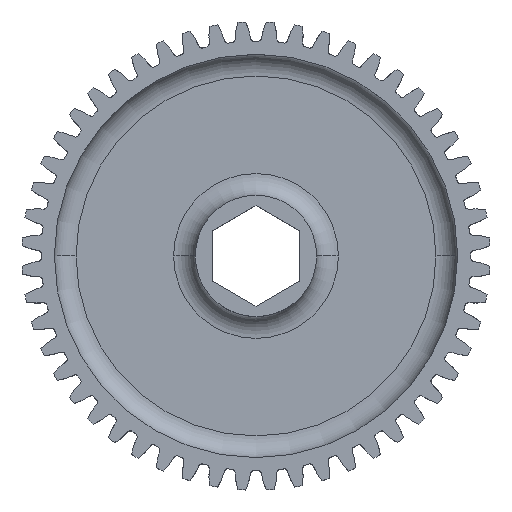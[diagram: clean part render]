
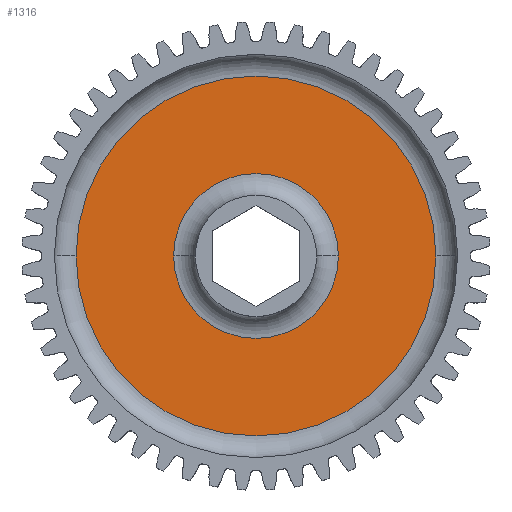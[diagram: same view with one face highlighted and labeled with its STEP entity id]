
A CAD part, top view. The second image highlights one B-rep face of the part: STEP entity #1316.
In plain terms, the highlighted planar face has unit normal (0, 0, 1).
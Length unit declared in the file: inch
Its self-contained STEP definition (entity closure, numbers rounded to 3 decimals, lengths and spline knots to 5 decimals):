
#233 = FACE_OUTER_BOUND ( 'NONE', #10647, .T. ) ;
#273 = CIRCLE ( 'NONE', #801, 0.475 ) ;
#404 = DIRECTION ( 'NONE',  ( 1., 0., 0. ) ) ;
#423 = VERTEX_POINT ( 'NONE', #16844 ) ;
#636 = CARTESIAN_POINT ( 'NONE',  ( -1.0375, 0., 0.045 ) ) ;
#801 = AXIS2_PLACEMENT_3D ( 'NONE', #13425, #2407, #842 ) ;
#842 = DIRECTION ( 'NONE',  ( 1., 0., 0. ) ) ;
#1316 = ADVANCED_FACE ( 'NONE', ( #4432, #233 ), #7466, .T. ) ;
#2407 = DIRECTION ( 'NONE',  ( 0., 0., -1. ) ) ;
#2866 = CIRCLE ( 'NONE', #17797, 1.0375 ) ;
#3422 = DIRECTION ( 'NONE',  ( 1., 0., 0. ) ) ;
#4272 = AXIS2_PLACEMENT_3D ( 'NONE', #13088, #5894, #17288 ) ;
#4432 = FACE_BOUND ( 'NONE', #8903, .T. ) ;
#5186 = AXIS2_PLACEMENT_3D ( 'NONE', #9706, #6847, #404 ) ;
#5576 = CARTESIAN_POINT ( 'NONE',  ( -0.475, 0., 0.045 ) ) ;
#5894 = DIRECTION ( 'NONE',  ( 0., 0., 1. ) ) ;
#6255 = DIRECTION ( 'NONE',  ( 0., 0., 1. ) ) ;
#6415 = CARTESIAN_POINT ( 'NONE',  ( 0., 0., 0.045 ) ) ;
#6657 = CIRCLE ( 'NONE', #5186, 1.0375 ) ;
#6847 = DIRECTION ( 'NONE',  ( 0., 0., 1. ) ) ;
#7247 = EDGE_CURVE ( 'NONE', #13883, #423, #2866, .T. ) ;
#7466 = PLANE ( 'NONE',  #4272 ) ;
#7855 = AXIS2_PLACEMENT_3D ( 'NONE', #6415, #16515, #10931 ) ;
#8067 = VERTEX_POINT ( 'NONE', #5576 ) ;
#8165 = ORIENTED_EDGE ( 'NONE', *, *, #7247, .T. ) ;
#8347 = VERTEX_POINT ( 'NONE', #10997 ) ;
#8903 = EDGE_LOOP ( 'NONE', ( #16383, #10221 ) ) ;
#9026 = CIRCLE ( 'NONE', #7855, 0.475 ) ;
#9385 = EDGE_CURVE ( 'NONE', #423, #13883, #6657, .T. ) ;
#9706 = CARTESIAN_POINT ( 'NONE',  ( 0., 0., 0.045 ) ) ;
#10171 = ORIENTED_EDGE ( 'NONE', *, *, #9385, .T. ) ;
#10221 = ORIENTED_EDGE ( 'NONE', *, *, #14870, .T. ) ;
#10647 = EDGE_LOOP ( 'NONE', ( #10171, #8165 ) ) ;
#10931 = DIRECTION ( 'NONE',  ( 1., 0., 0. ) ) ;
#10997 = CARTESIAN_POINT ( 'NONE',  ( 0.475, 0., 0.045 ) ) ;
#11529 = CARTESIAN_POINT ( 'NONE',  ( 0., 0., 0.045 ) ) ;
#13088 = CARTESIAN_POINT ( 'NONE',  ( 0., 0., 0.045 ) ) ;
#13425 = CARTESIAN_POINT ( 'NONE',  ( 0., 0., 0.045 ) ) ;
#13883 = VERTEX_POINT ( 'NONE', #636 ) ;
#14870 = EDGE_CURVE ( 'NONE', #8067, #8347, #273, .T. ) ;
#16383 = ORIENTED_EDGE ( 'NONE', *, *, #16959, .T. ) ;
#16515 = DIRECTION ( 'NONE',  ( 0., 0., -1. ) ) ;
#16844 = CARTESIAN_POINT ( 'NONE',  ( 1.0375, 0., 0.045 ) ) ;
#16959 = EDGE_CURVE ( 'NONE', #8347, #8067, #9026, .T. ) ;
#17288 = DIRECTION ( 'NONE',  ( 1., 0., 0. ) ) ;
#17797 = AXIS2_PLACEMENT_3D ( 'NONE', #11529, #6255, #3422 ) ;
